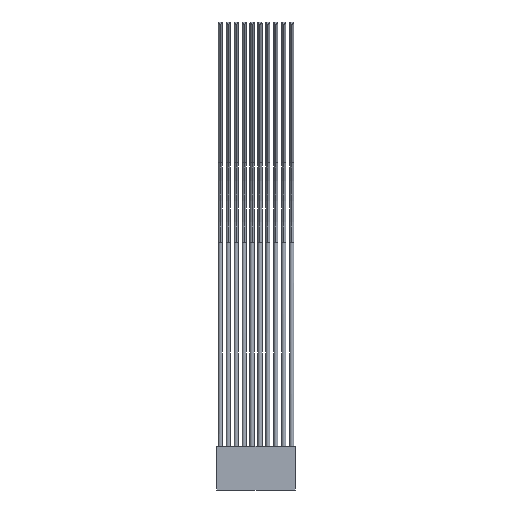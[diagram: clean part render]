
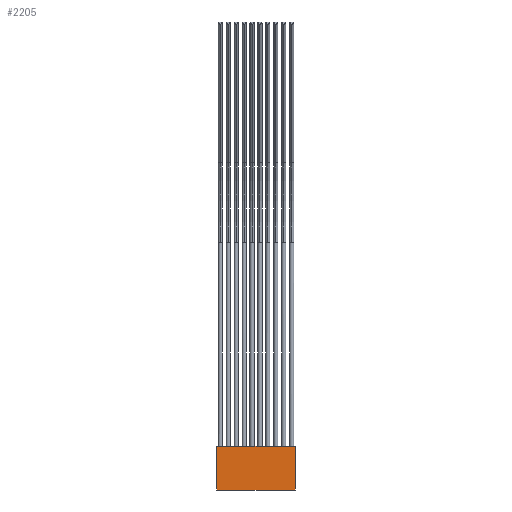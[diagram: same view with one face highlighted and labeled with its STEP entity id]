
A CAD part, front view. The second image highlights one B-rep face of the part: STEP entity #2205.
In plain terms, the highlighted planar face has unit normal (0, -1, 0).
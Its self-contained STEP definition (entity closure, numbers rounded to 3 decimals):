
#726 = VERTEX_POINT ( 'NONE', #6524 ) ;
#779 = LINE ( 'NONE', #1368, #6900 ) ;
#1147 = EDGE_CURVE ( 'NONE', #7118, #4003, #2812, .T. ) ;
#1368 = CARTESIAN_POINT ( 'NONE',  ( -12.6, -1.27, -7. ) ) ;
#1634 = CARTESIAN_POINT ( 'NONE',  ( 12.6, -1.27, 7. ) ) ;
#1641 = ORIENTED_EDGE ( 'NONE', *, *, #4536, .F. ) ;
#1919 = CARTESIAN_POINT ( 'NONE',  ( 12.6, -1.27, 7. ) ) ;
#1932 = VECTOR ( 'NONE', #2305, 1000. ) ;
#2205 = ADVANCED_FACE ( 'NONE', ( #7590 ), #5412, .T. ) ;
#2305 = DIRECTION ( 'NONE',  ( 1., 0., 0. ) ) ;
#2446 = EDGE_CURVE ( 'NONE', #4003, #3801, #8813, .T. ) ;
#2812 = LINE ( 'NONE', #5703, #8270 ) ;
#2893 = ORIENTED_EDGE ( 'NONE', *, *, #2446, .F. ) ;
#3008 = CARTESIAN_POINT ( 'NONE',  ( -12.6, -1.27, 7. ) ) ;
#3316 = CARTESIAN_POINT ( 'NONE',  ( -12.6, -1.27, -7. ) ) ;
#3801 = VERTEX_POINT ( 'NONE', #1919 ) ;
#3864 = ORIENTED_EDGE ( 'NONE', *, *, #1147, .F. ) ;
#4003 = VERTEX_POINT ( 'NONE', #3008 ) ;
#4231 = DIRECTION ( 'NONE',  ( 0., 0., 1. ) ) ;
#4355 = AXIS2_PLACEMENT_3D ( 'NONE', #4646, #6166, #4594 ) ;
#4536 = EDGE_CURVE ( 'NONE', #3801, #726, #5299, .T. ) ;
#4594 = DIRECTION ( 'NONE',  ( 0., 0., -1. ) ) ;
#4646 = CARTESIAN_POINT ( 'NONE',  ( 12.6, -1.27, -7. ) ) ;
#4787 = ORIENTED_EDGE ( 'NONE', *, *, #8286, .F. ) ;
#5299 = LINE ( 'NONE', #1634, #8801 ) ;
#5412 = PLANE ( 'NONE',  #4355 ) ;
#5703 = CARTESIAN_POINT ( 'NONE',  ( -12.6, -1.27, 7. ) ) ;
#5744 = DIRECTION ( 'NONE',  ( -1., 0., 0. ) ) ;
#6166 = DIRECTION ( 'NONE',  ( 0., -1., 0. ) ) ;
#6442 = CARTESIAN_POINT ( 'NONE',  ( -12.6, -1.27, 7. ) ) ;
#6524 = CARTESIAN_POINT ( 'NONE',  ( 12.6, -1.27, -7. ) ) ;
#6900 = VECTOR ( 'NONE', #5744, 1000. ) ;
#7118 = VERTEX_POINT ( 'NONE', #3316 ) ;
#7590 = FACE_OUTER_BOUND ( 'NONE', #7902, .T. ) ;
#7902 = EDGE_LOOP ( 'NONE', ( #1641, #2893, #3864, #4787 ) ) ;
#8270 = VECTOR ( 'NONE', #4231, 1000. ) ;
#8286 = EDGE_CURVE ( 'NONE', #726, #7118, #779, .T. ) ;
#8326 = DIRECTION ( 'NONE',  ( 0., 0., -1. ) ) ;
#8801 = VECTOR ( 'NONE', #8326, 1000. ) ;
#8813 = LINE ( 'NONE', #6442, #1932 ) ;
